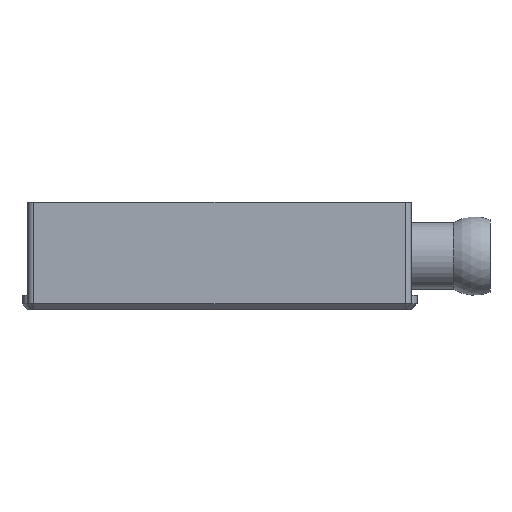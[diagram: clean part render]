
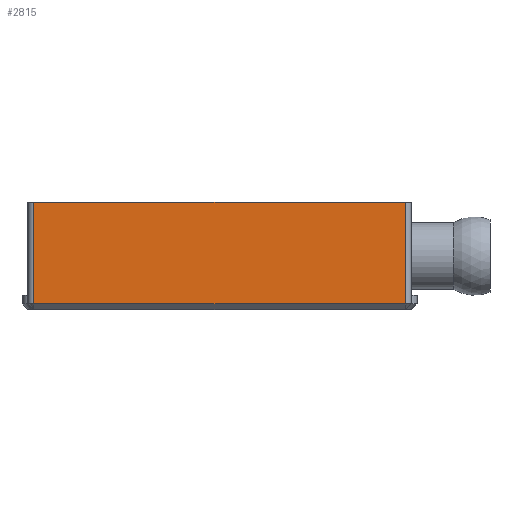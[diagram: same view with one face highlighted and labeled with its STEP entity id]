
A CAD part, left-side view. The second image highlights one B-rep face of the part: STEP entity #2815.
In plain terms, the highlighted planar face has unit normal (-1, 0, 0).
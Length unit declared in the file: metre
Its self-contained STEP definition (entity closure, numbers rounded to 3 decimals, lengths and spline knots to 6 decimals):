
#840=ORIENTED_EDGE('',*,*,#1354,.T.);
#841=ORIENTED_EDGE('',*,*,#1355,.T.);
#842=ORIENTED_EDGE('',*,*,#1356,.T.);
#843=ORIENTED_EDGE('',*,*,#1357,.F.);
#1354=EDGE_CURVE('',#1645,#1646,#1895,.T.);
#1355=EDGE_CURVE('',#1646,#1647,#1896,.T.);
#1356=EDGE_CURVE('',#1647,#1648,#1897,.F.);
#1357=EDGE_CURVE('',#1645,#1648,#1898,.T.);
#1645=VERTEX_POINT('',#4688);
#1646=VERTEX_POINT('',#4689);
#1647=VERTEX_POINT('',#4691);
#1648=VERTEX_POINT('',#4693);
#1895=LINE('',#4687,#2161);
#1896=LINE('',#4690,#2162);
#1897=LINE('',#4692,#2163);
#1898=LINE('',#4694,#2164);
#2161=VECTOR('',#3858,1.);
#2162=VECTOR('',#3859,1.);
#2163=VECTOR('',#3860,1.);
#2164=VECTOR('',#3861,1.);
#2364=EDGE_LOOP('',(#840,#841,#842,#843));
#2574=FACE_BOUND('',#2364,.T.);
#2679=PLANE('',#3107);
#2815=ADVANCED_FACE('',(#2574),#2679,.F.);
#3107=AXIS2_PLACEMENT_3D('',#4686,#3856,#3857);
#3856=DIRECTION('',(1.,0.,0.));
#3857=DIRECTION('',(0.,0.,-1.));
#3858=DIRECTION('',(0.,0.,-1.));
#3859=DIRECTION('',(0.,-1.,0.));
#3860=DIRECTION('',(0.,0.,-1.));
#3861=DIRECTION('',(0.,-1.,0.));
#4686=CARTESIAN_POINT('',(-0.068,0.,0.002));
#4687=CARTESIAN_POINT('',(-0.068,0.066,0.002));
#4688=CARTESIAN_POINT('',(-0.068,0.066,0.038));
#4689=CARTESIAN_POINT('',(-0.068,0.066,0.002));
#4690=CARTESIAN_POINT('',(-0.068,0.,0.002));
#4691=CARTESIAN_POINT('',(-0.068,-0.066,0.002));
#4692=CARTESIAN_POINT('',(-0.068,-0.066,0.038));
#4693=CARTESIAN_POINT('',(-0.068,-0.066,0.038));
#4694=CARTESIAN_POINT('',(-0.068,0.,0.038));
